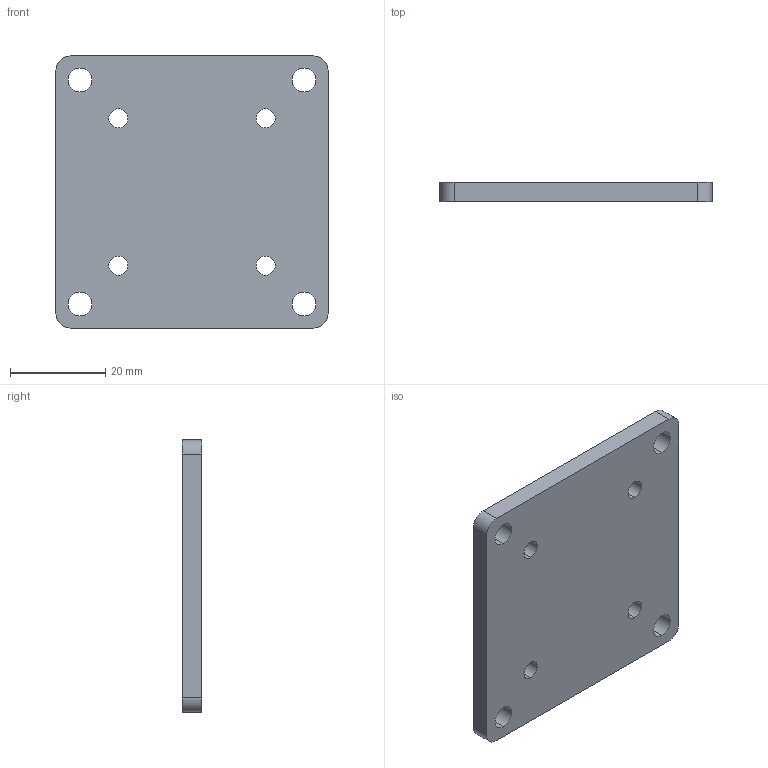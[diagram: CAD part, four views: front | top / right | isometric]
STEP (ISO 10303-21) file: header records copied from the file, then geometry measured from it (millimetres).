
FILE_DESCRIPTION (( 'STEP AP214' ), '1' );
FILE_NAME ('X Axis Belt Clamp 2mm GT2 Belt Plate.STEP', '2020-02-12T12:27:02', ( '' ), ( '' ), 'SwSTEP 2.0', 'SolidWorks 2019', '' );
FILE_SCHEMA (( 'AUTOMOTIVE_DESIGN' ));
Length unit declared in the file: millimetre
Products named in the file (1): X Axis Belt Clamp 2mm GT2 Belt Plate
Bounding box: 57.25 x 4 x 57.25 mm (x, y, z)
Volume: 11864.1 mm3; surface area: 9085.9 mm2
Topology: 1 solids, 1 shells, 166 faces, 408 edges, 272 vertices
Faces by surface type: plane 146, cylinder 20
Entity records: 4898 total; most frequent: CARTESIAN_POINT 847, ORIENTED_EDGE 816, DIRECTION 782, EDGE_CURVE 408, VECTOR 368, LINE 368, VERTEX_POINT 272, EDGE_LOOP 210
